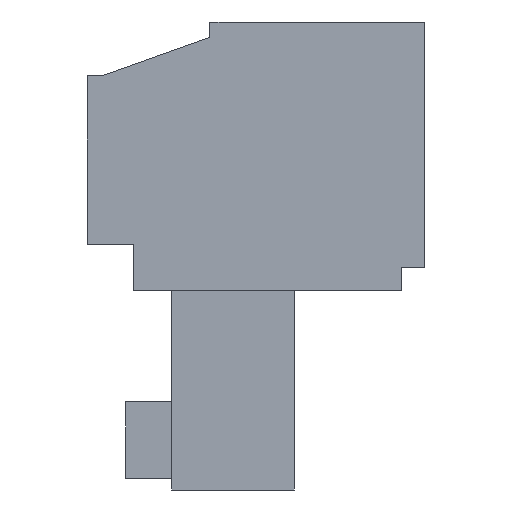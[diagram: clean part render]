
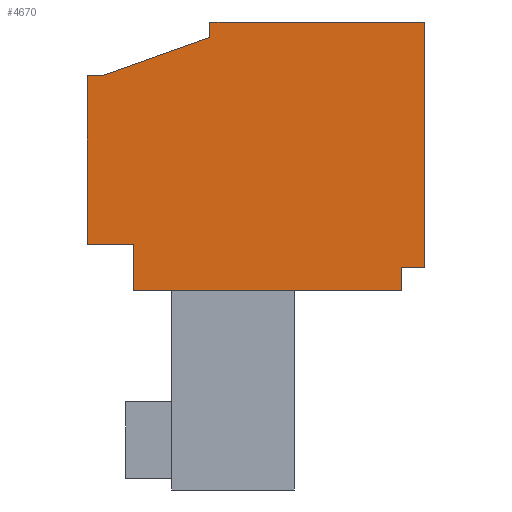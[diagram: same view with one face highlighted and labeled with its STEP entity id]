
A CAD part, left-side view. The second image highlights one B-rep face of the part: STEP entity #4670.
In plain terms, the highlighted planar face has unit normal (-1, 0, 0).
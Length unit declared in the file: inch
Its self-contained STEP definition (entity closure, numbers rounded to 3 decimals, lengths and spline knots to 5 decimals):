
#1=DIRECTION('',(0.,0.,-1.));
#2=VECTOR('',#1,0.32);
#3=CARTESIAN_POINT('',(-0.567,0.,0.));
#4=LINE('',#3,#2);
#5=DIRECTION('',(0.,1.,0.));
#6=VECTOR('',#5,0.03);
#7=CARTESIAN_POINT('',(-0.567,0.,-0.32));
#8=LINE('',#7,#6);
#9=DIRECTION('',(0.,0.,-1.));
#10=VECTOR('',#9,0.03);
#11=CARTESIAN_POINT('',(-0.567,0.03,-0.32));
#12=LINE('',#11,#10);
#13=DIRECTION('',(0.,1.,0.));
#14=VECTOR('',#13,0.35);
#15=CARTESIAN_POINT('',(-0.567,0.03,-0.35));
#16=LINE('',#15,#14);
#17=DIRECTION('',(0.,0.,1.));
#18=VECTOR('',#17,0.06);
#19=CARTESIAN_POINT('',(-0.567,0.38,-0.35));
#20=LINE('',#19,#18);
#21=DIRECTION('',(0.,1.,0.));
#22=VECTOR('',#21,0.06);
#23=CARTESIAN_POINT('',(-0.567,0.38,-0.29));
#24=LINE('',#23,#22);
#25=DIRECTION('',(0.,0.,1.));
#26=VECTOR('',#25,0.22);
#27=CARTESIAN_POINT('',(-0.567,0.44,-0.29));
#28=LINE('',#27,#26);
#29=DIRECTION('',(0.,-1.,0.));
#30=VECTOR('',#29,0.02);
#31=CARTESIAN_POINT('',(-0.567,0.44,-0.07));
#32=LINE('',#31,#30);
#33=DIRECTION('',(0.,-0.942,0.336));
#34=VECTOR('',#33,0.14866);
#35=CARTESIAN_POINT('',(-0.567,0.42,-0.07));
#36=LINE('',#35,#34);
#37=DIRECTION('',(0.,0.,1.));
#38=VECTOR('',#37,0.02);
#39=CARTESIAN_POINT('',(-0.567,0.28,-0.02));
#40=LINE('',#39,#38);
#41=DIRECTION('',(0.,-1.,0.));
#42=VECTOR('',#41,0.28);
#43=CARTESIAN_POINT('',(-0.567,0.28,0.));
#44=LINE('',#43,#42);
#3557=CARTESIAN_POINT('',(-0.567,0.,0.));
#3558=CARTESIAN_POINT('',(-0.567,0.,-0.32));
#3559=VERTEX_POINT('',#3557);
#3560=VERTEX_POINT('',#3558);
#3561=CARTESIAN_POINT('',(-0.567,0.03,-0.32));
#3562=VERTEX_POINT('',#3561);
#3563=CARTESIAN_POINT('',(-0.567,0.03,-0.35));
#3564=VERTEX_POINT('',#3563);
#3565=CARTESIAN_POINT('',(-0.567,0.38,-0.35));
#3566=VERTEX_POINT('',#3565);
#3567=CARTESIAN_POINT('',(-0.567,0.38,-0.29));
#3568=VERTEX_POINT('',#3567);
#3569=CARTESIAN_POINT('',(-0.567,0.44,-0.29));
#3570=VERTEX_POINT('',#3569);
#3571=CARTESIAN_POINT('',(-0.567,0.44,-0.07));
#3572=VERTEX_POINT('',#3571);
#3573=CARTESIAN_POINT('',(-0.567,0.42,-0.07));
#3574=VERTEX_POINT('',#3573);
#3575=CARTESIAN_POINT('',(-0.567,0.28,-0.02));
#3576=VERTEX_POINT('',#3575);
#3577=CARTESIAN_POINT('',(-0.567,0.28,0.));
#3578=VERTEX_POINT('',#3577);
#4641=CARTESIAN_POINT('',(-0.567,0.,0.));
#4642=DIRECTION('',(1.,0.,0.));
#4643=DIRECTION('',(0.,0.,-1.));
#4644=AXIS2_PLACEMENT_3D('',#4641,#4642,#4643);
#4645=PLANE('',#4644);
#4647=ORIENTED_EDGE('',*,*,#4646,.T.);
#4649=ORIENTED_EDGE('',*,*,#4648,.T.);
#4651=ORIENTED_EDGE('',*,*,#4650,.T.);
#4653=ORIENTED_EDGE('',*,*,#4652,.T.);
#4655=ORIENTED_EDGE('',*,*,#4654,.T.);
#4657=ORIENTED_EDGE('',*,*,#4656,.T.);
#4659=ORIENTED_EDGE('',*,*,#4658,.T.);
#4661=ORIENTED_EDGE('',*,*,#4660,.T.);
#4663=ORIENTED_EDGE('',*,*,#4662,.T.);
#4665=ORIENTED_EDGE('',*,*,#4664,.T.);
#4667=ORIENTED_EDGE('',*,*,#4666,.T.);
#4668=EDGE_LOOP('',(#4647,#4649,#4651,#4653,#4655,#4657,#4659,#4661,#4663,#4665,
#4667));
#4669=FACE_OUTER_BOUND('',#4668,.F.);
#4670=ADVANCED_FACE('',(#4669),#4645,.F.);
#4646=EDGE_CURVE('',#3559,#3560,#4,.T.);
#4648=EDGE_CURVE('',#3560,#3562,#8,.T.);
#4650=EDGE_CURVE('',#3562,#3564,#12,.T.);
#4652=EDGE_CURVE('',#3564,#3566,#16,.T.);
#4654=EDGE_CURVE('',#3566,#3568,#20,.T.);
#4656=EDGE_CURVE('',#3568,#3570,#24,.T.);
#4658=EDGE_CURVE('',#3570,#3572,#28,.T.);
#4660=EDGE_CURVE('',#3572,#3574,#32,.T.);
#4662=EDGE_CURVE('',#3574,#3576,#36,.T.);
#4664=EDGE_CURVE('',#3576,#3578,#40,.T.);
#4666=EDGE_CURVE('',#3578,#3559,#44,.T.);
